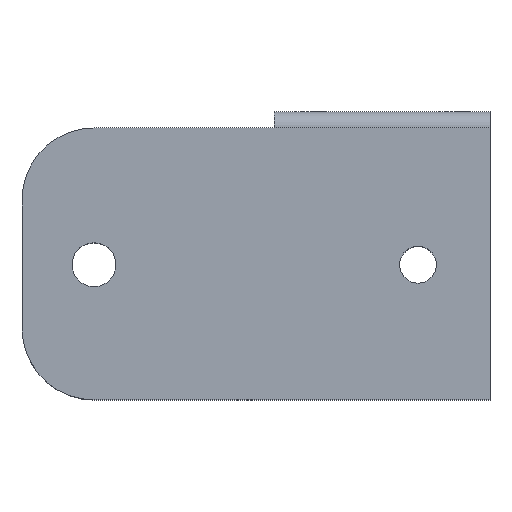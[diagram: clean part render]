
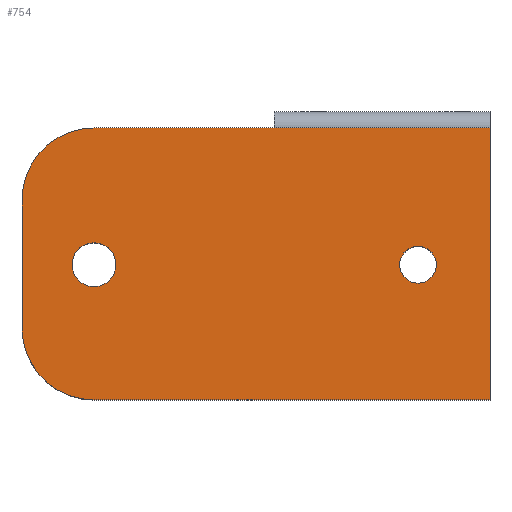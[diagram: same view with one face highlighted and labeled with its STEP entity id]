
A CAD part, top view. The second image highlights one B-rep face of the part: STEP entity #754.
In plain terms, the highlighted planar face has unit normal (0, 0, 1).
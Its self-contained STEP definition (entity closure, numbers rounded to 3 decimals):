
#20 = VERTEX_POINT ( 'NONE', #277 ) ;
#67 = CARTESIAN_POINT ( 'NONE',  ( -40., 17.763, 18.5 ) ) ;
#82 = CIRCLE ( 'NONE', #139, 2.55 ) ;
#83 = EDGE_CURVE ( 'NONE', #105, #586, #785, .T. ) ;
#103 = DIRECTION ( 'NONE',  ( -1., 0., 0. ) ) ;
#104 = EDGE_LOOP ( 'NONE', ( #395, #679 ) ) ;
#105 = VERTEX_POINT ( 'NONE', #396 ) ;
#139 = AXIS2_PLACEMENT_3D ( 'NONE', #630, #1096, #326 ) ;
#186 = VECTOR ( 'NONE', #339, 1000. ) ;
#191 = CARTESIAN_POINT ( 'NONE',  ( -40., -1.237, 18.5 ) ) ;
#216 = CIRCLE ( 'NONE', #405, 3.05 ) ;
#218 = CIRCLE ( 'NONE', #1185, 10. ) ;
#229 = CIRCLE ( 'NONE', #894, 10. ) ;
#239 = VERTEX_POINT ( 'NONE', #1190 ) ;
#256 = DIRECTION ( 'NONE',  ( 1., 0., 0. ) ) ;
#269 = CARTESIAN_POINT ( 'NONE',  ( 5., -1.237, 18.5 ) ) ;
#277 = CARTESIAN_POINT ( 'NONE',  ( 2.45, -1.237, 18.5 ) ) ;
#278 = DIRECTION ( 'NONE',  ( 1., 0., 0. ) ) ;
#287 = PLANE ( 'NONE',  #925 ) ;
#295 = DIRECTION ( 'NONE',  ( 0., 0., -1. ) ) ;
#312 = ORIENTED_EDGE ( 'NONE', *, *, #664, .F. ) ;
#318 = CARTESIAN_POINT ( 'NONE',  ( 15., -20., 18.5 ) ) ;
#326 = DIRECTION ( 'NONE',  ( -1., 0., 0. ) ) ;
#339 = DIRECTION ( 'NONE',  ( 1., 0., 0. ) ) ;
#343 = VECTOR ( 'NONE', #256, 1000. ) ;
#344 = VERTEX_POINT ( 'NONE', #318 ) ;
#369 = FACE_OUTER_BOUND ( 'NONE', #1011, .T. ) ;
#392 = EDGE_CURVE ( 'NONE', #632, #1020, #419, .T. ) ;
#395 = ORIENTED_EDGE ( 'NONE', *, *, #884, .T. ) ;
#396 = CARTESIAN_POINT ( 'NONE',  ( -50., -10., 18.5 ) ) ;
#405 = AXIS2_PLACEMENT_3D ( 'NONE', #191, #295, #103 ) ;
#419 = LINE ( 'NONE', #619, #186 ) ;
#439 = CARTESIAN_POINT ( 'NONE',  ( -15., 17.763, 18.5 ) ) ;
#452 = CARTESIAN_POINT ( 'NONE',  ( 15., -20., 18.5 ) ) ;
#459 = DIRECTION ( 'NONE',  ( -1., 0., 0. ) ) ;
#466 = LINE ( 'NONE', #452, #824 ) ;
#480 = VERTEX_POINT ( 'NONE', #797 ) ;
#482 = LINE ( 'NONE', #751, #834 ) ;
#514 = CARTESIAN_POINT ( 'NONE',  ( -50., 7.763, 18.5 ) ) ;
#524 = VERTEX_POINT ( 'NONE', #981 ) ;
#532 = EDGE_CURVE ( 'NONE', #20, #239, #82, .T. ) ;
#550 = CARTESIAN_POINT ( 'NONE',  ( 15., 17.763, 18.5 ) ) ;
#557 = ORIENTED_EDGE ( 'NONE', *, *, #532, .T. ) ;
#563 = DIRECTION ( 'NONE',  ( 0., 0., -1. ) ) ;
#586 = VERTEX_POINT ( 'NONE', #514 ) ;
#618 = FACE_BOUND ( 'NONE', #104, .T. ) ;
#619 = CARTESIAN_POINT ( 'NONE',  ( -15., 17.763, 18.5 ) ) ;
#620 = ORIENTED_EDGE ( 'NONE', *, *, #83, .F. ) ;
#630 = CARTESIAN_POINT ( 'NONE',  ( 5., -1.237, 18.5 ) ) ;
#631 = DIRECTION ( 'NONE',  ( 0., 1., 0. ) ) ;
#632 = VERTEX_POINT ( 'NONE', #67 ) ;
#637 = DIRECTION ( 'NONE',  ( 1., 0., 0. ) ) ;
#649 = DIRECTION ( 'NONE',  ( 0., 0., -1. ) ) ;
#652 = DIRECTION ( 'NONE',  ( -1., 0., 0. ) ) ;
#664 = EDGE_CURVE ( 'NONE', #586, #632, #218, .T. ) ;
#669 = CARTESIAN_POINT ( 'NONE',  ( -15., 17.763, 18.5 ) ) ;
#671 = AXIS2_PLACEMENT_3D ( 'NONE', #1240, #1035, #459 ) ;
#679 = ORIENTED_EDGE ( 'NONE', *, *, #895, .T. ) ;
#721 = ORIENTED_EDGE ( 'NONE', *, *, #861, .T. ) ;
#723 = VERTEX_POINT ( 'NONE', #550 ) ;
#737 = DIRECTION ( 'NONE',  ( 1., 0., 0. ) ) ;
#750 = VECTOR ( 'NONE', #1055, 1000. ) ;
#751 = CARTESIAN_POINT ( 'NONE',  ( -15., -20., 18.5 ) ) ;
#754 = ADVANCED_FACE ( 'NONE', ( #1132, #618, #369 ), #287, .F. ) ;
#776 = EDGE_CURVE ( 'NONE', #239, #20, #987, .T. ) ;
#785 = LINE ( 'NONE', #1150, #750 ) ;
#797 = CARTESIAN_POINT ( 'NONE',  ( -36.95, -1.237, 18.5 ) ) ;
#810 = ORIENTED_EDGE ( 'NONE', *, *, #392, .F. ) ;
#824 = VECTOR ( 'NONE', #631, 1000. ) ;
#834 = VECTOR ( 'NONE', #278, 1000. ) ;
#861 = EDGE_CURVE ( 'NONE', #888, #344, #482, .T. ) ;
#884 = EDGE_CURVE ( 'NONE', #524, #480, #1125, .T. ) ;
#888 = VERTEX_POINT ( 'NONE', #934 ) ;
#894 = AXIS2_PLACEMENT_3D ( 'NONE', #916, #1217, #737 ) ;
#895 = EDGE_CURVE ( 'NONE', #480, #524, #216, .T. ) ;
#916 = CARTESIAN_POINT ( 'NONE',  ( -40., -10., 18.5 ) ) ;
#918 = ORIENTED_EDGE ( 'NONE', *, *, #1021, .T. ) ;
#921 = ORIENTED_EDGE ( 'NONE', *, *, #1180, .F. ) ;
#925 = AXIS2_PLACEMENT_3D ( 'NONE', #956, #563, #637 ) ;
#934 = CARTESIAN_POINT ( 'NONE',  ( -40., -20., 18.5 ) ) ;
#940 = DIRECTION ( 'NONE',  ( 0., 0., -1. ) ) ;
#956 = CARTESIAN_POINT ( 'NONE',  ( 0., 0., 18.5 ) ) ;
#981 = CARTESIAN_POINT ( 'NONE',  ( -43.05, -1.237, 18.5 ) ) ;
#987 = CIRCLE ( 'NONE', #1198, 2.55 ) ;
#1011 = EDGE_LOOP ( 'NONE', ( #620, #1144, #721, #918, #921, #810, #312 ) ) ;
#1020 = VERTEX_POINT ( 'NONE', #669 ) ;
#1021 = EDGE_CURVE ( 'NONE', #344, #723, #466, .T. ) ;
#1035 = DIRECTION ( 'NONE',  ( 0., 0., -1. ) ) ;
#1039 = EDGE_CURVE ( 'NONE', #888, #105, #229, .T. ) ;
#1055 = DIRECTION ( 'NONE',  ( 0., 1., 0. ) ) ;
#1096 = DIRECTION ( 'NONE',  ( 0., 0., -1. ) ) ;
#1125 = CIRCLE ( 'NONE', #671, 3.05 ) ;
#1132 = FACE_BOUND ( 'NONE', #1230, .T. ) ;
#1144 = ORIENTED_EDGE ( 'NONE', *, *, #1039, .F. ) ;
#1150 = CARTESIAN_POINT ( 'NONE',  ( -50., 17.763, 18.5 ) ) ;
#1160 = ORIENTED_EDGE ( 'NONE', *, *, #776, .T. ) ;
#1180 = EDGE_CURVE ( 'NONE', #1020, #723, #1181, .T. ) ;
#1181 = LINE ( 'NONE', #439, #343 ) ;
#1185 = AXIS2_PLACEMENT_3D ( 'NONE', #1232, #649, #1238 ) ;
#1190 = CARTESIAN_POINT ( 'NONE',  ( 7.55, -1.237, 18.5 ) ) ;
#1198 = AXIS2_PLACEMENT_3D ( 'NONE', #269, #940, #652 ) ;
#1217 = DIRECTION ( 'NONE',  ( 0., 0., -1. ) ) ;
#1230 = EDGE_LOOP ( 'NONE', ( #557, #1160 ) ) ;
#1232 = CARTESIAN_POINT ( 'NONE',  ( -40., 7.763, 18.5 ) ) ;
#1238 = DIRECTION ( 'NONE',  ( 1., 0., 0. ) ) ;
#1240 = CARTESIAN_POINT ( 'NONE',  ( -40., -1.237, 18.5 ) ) ;
